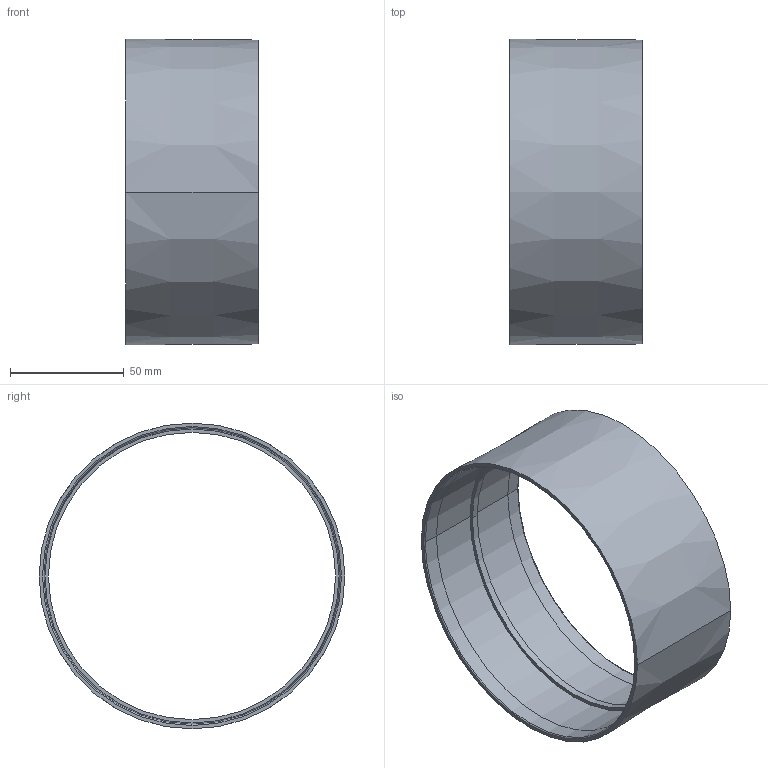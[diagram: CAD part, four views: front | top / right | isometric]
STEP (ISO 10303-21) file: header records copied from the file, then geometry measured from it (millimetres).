
FILE_DESCRIPTION(('STEP AP242'),'1');
FILE_NAME('4052016_V R-VBS 125 Rohrverbinder.STP','2026-02-23T14:54:15',(' '),(' '),'Spatial InterOp 3D',' ',' ');
FILE_SCHEMA(('AP242_MANAGED_MODEL_BASED_3D_ENGINEERING_MIM_LF {1 0 10303 442 1 1 4}'));
Length unit declared in the file: millimetre
Products named in the file (1): 1
Bounding box: 58.5 x 134.66 x 134.66 mm (x, y, z)
Volume: 55527.5 mm3; surface area: 51038 mm2
Topology: 1 solids, 1 shells, 20 faces, 45 edges, 29 vertices
Faces by surface type: cone 10, torus 4, plane 4, cylinder 2
Entity records: 597 total; most frequent: DIRECTION 120, CARTESIAN_POINT 95, ORIENTED_EDGE 90, AXIS2_PLACEMENT_3D 54, EDGE_CURVE 45, CIRCLE 33, VERTEX_POINT 29, EDGE_LOOP 24
